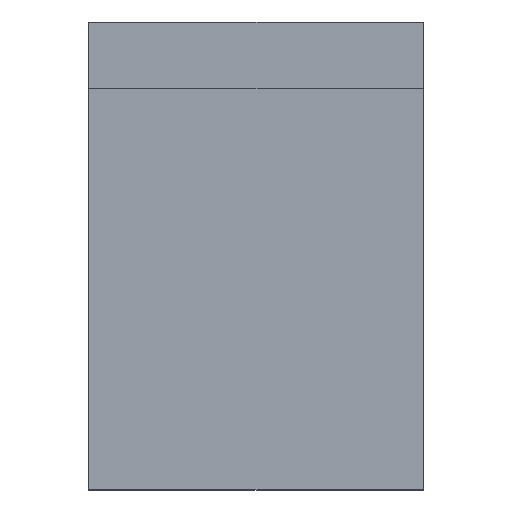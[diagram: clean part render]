
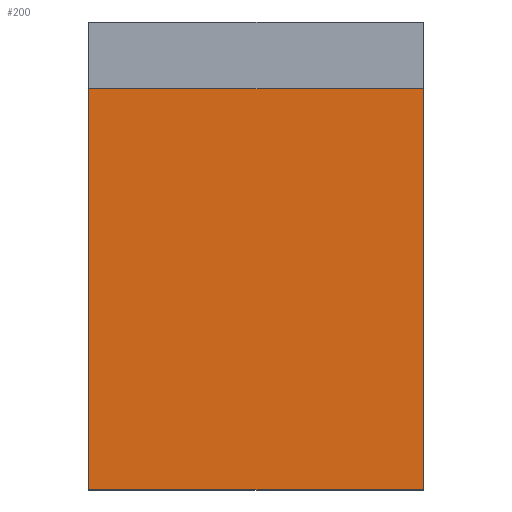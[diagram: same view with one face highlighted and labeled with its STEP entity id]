
A CAD part, left-side view. The second image highlights one B-rep face of the part: STEP entity #200.
In plain terms, the highlighted planar face has unit normal (-1, 0, 0).
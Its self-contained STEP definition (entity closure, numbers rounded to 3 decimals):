
#9 = CARTESIAN_POINT ( 'NONE',  ( 0.75, 2.5, -0.5 ) ) ;
#27 = VECTOR ( 'NONE', #251, 1000. ) ;
#42 = DIRECTION ( 'NONE',  ( 0., 0., 1. ) ) ;
#53 = EDGE_CURVE ( 'NONE', #405, #402, #420, .T. ) ;
#92 = LINE ( 'NONE', #201, #100 ) ;
#94 = VECTOR ( 'NONE', #122, 1000. ) ;
#95 = CARTESIAN_POINT ( 'NONE',  ( 0.75, 2.5, -3.5 ) ) ;
#97 = ORIENTED_EDGE ( 'NONE', *, *, #256, .T. ) ;
#100 = VECTOR ( 'NONE', #353, 1000. ) ;
#102 = ORIENTED_EDGE ( 'NONE', *, *, #116, .F. ) ;
#112 = CARTESIAN_POINT ( 'NONE',  ( 0.75, 2.5, -0.5 ) ) ;
#116 = EDGE_CURVE ( 'NONE', #436, #405, #92, .T. ) ;
#122 = DIRECTION ( 'NONE',  ( 0., -1., 0. ) ) ;
#137 = ORIENTED_EDGE ( 'NONE', *, *, #392, .T. ) ;
#159 = CARTESIAN_POINT ( 'NONE',  ( 0.75, 0., -3.5 ) ) ;
#185 = CARTESIAN_POINT ( 'NONE',  ( 0.75, 2.5, -3.5 ) ) ;
#200 = ADVANCED_FACE ( 'NONE', ( #204 ), #202, .F. ) ;
#201 = CARTESIAN_POINT ( 'NONE',  ( 0.75, 2.5, -3.5 ) ) ;
#202 = PLANE ( 'NONE',  #388 ) ;
#204 = FACE_OUTER_BOUND ( 'NONE', #407, .T. ) ;
#245 = DIRECTION ( 'NONE',  ( 1., 0., 0. ) ) ;
#251 = DIRECTION ( 'NONE',  ( 0., -1., 0. ) ) ;
#256 = EDGE_CURVE ( 'NONE', #436, #364, #429, .T. ) ;
#293 = CARTESIAN_POINT ( 'NONE',  ( 0.75, 0., -3.5 ) ) ;
#296 = CARTESIAN_POINT ( 'NONE',  ( 0.75, 0., -0.5 ) ) ;
#353 = DIRECTION ( 'NONE',  ( 0., 0., 1. ) ) ;
#364 = VERTEX_POINT ( 'NONE', #293 ) ;
#388 = AXIS2_PLACEMENT_3D ( 'NONE', #95, #245, #456 ) ;
#392 = EDGE_CURVE ( 'NONE', #364, #402, #441, .T. ) ;
#393 = CARTESIAN_POINT ( 'NONE',  ( 0.75, 2.5, -3.5 ) ) ;
#402 = VERTEX_POINT ( 'NONE', #296 ) ;
#405 = VERTEX_POINT ( 'NONE', #112 ) ;
#407 = EDGE_LOOP ( 'NONE', ( #137, #434, #102, #97 ) ) ;
#420 = LINE ( 'NONE', #9, #94 ) ;
#429 = LINE ( 'NONE', #393, #27 ) ;
#434 = ORIENTED_EDGE ( 'NONE', *, *, #53, .F. ) ;
#436 = VERTEX_POINT ( 'NONE', #185 ) ;
#440 = VECTOR ( 'NONE', #42, 1000. ) ;
#441 = LINE ( 'NONE', #159, #440 ) ;
#456 = DIRECTION ( 'NONE',  ( 0., 0., -1. ) ) ;
